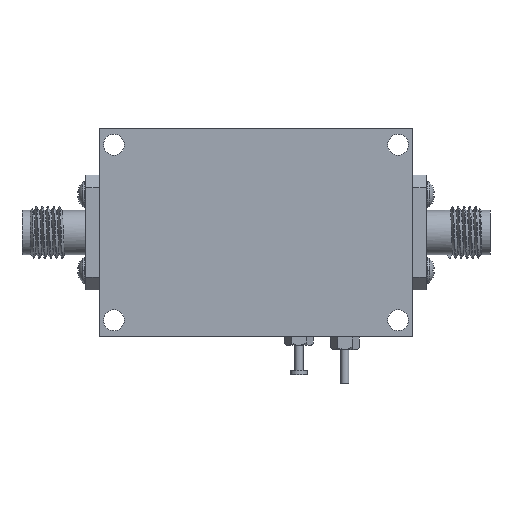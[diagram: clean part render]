
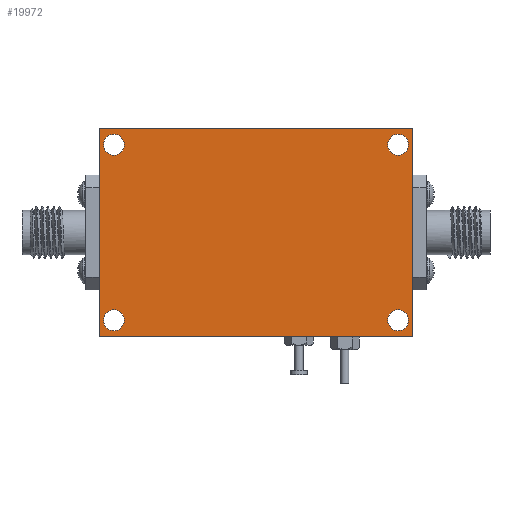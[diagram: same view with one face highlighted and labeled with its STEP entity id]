
A CAD part, front view. The second image highlights one B-rep face of the part: STEP entity #19972.
In plain terms, the highlighted planar face has unit normal (0, -1, 0).
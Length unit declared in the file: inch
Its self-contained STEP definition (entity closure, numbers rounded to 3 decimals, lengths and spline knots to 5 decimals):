
#142 = VERTEX_POINT ( 'NONE', #17076 ) ;
#171 = CARTESIAN_POINT ( 'NONE',  ( -0.68, -0.2, -0.47 ) ) ;
#283 = CARTESIAN_POINT ( 'NONE',  ( -0.68, -0.2, 0.42 ) ) ;
#342 = FACE_BOUND ( 'NONE', #624, .T. ) ;
#624 = EDGE_LOOP ( 'NONE', ( #4904, #19857 ) ) ;
#925 = EDGE_CURVE ( 'NONE', #11681, #16290, #5426, .T. ) ;
#929 = VERTEX_POINT ( 'NONE', #20009 ) ;
#1067 = DIRECTION ( 'NONE',  ( 0., -1., 0. ) ) ;
#1332 = VECTOR ( 'NONE', #5619, 39.37008 ) ;
#1803 = DIRECTION ( 'NONE',  ( 0., 1., 0. ) ) ;
#1846 = CARTESIAN_POINT ( 'NONE',  ( 0.75, -0.2, -0.5 ) ) ;
#2288 = ORIENTED_EDGE ( 'NONE', *, *, #15551, .T. ) ;
#2870 = FACE_BOUND ( 'NONE', #14825, .T. ) ;
#3061 = EDGE_LOOP ( 'NONE', ( #25325, #22825, #29530, #6583 ) ) ;
#3554 = DIRECTION ( 'NONE',  ( 0., 0., 1. ) ) ;
#3702 = DIRECTION ( 'NONE',  ( 0., 0., 1. ) ) ;
#3760 = DIRECTION ( 'NONE',  ( 0., 0., 1. ) ) ;
#4179 = EDGE_CURVE ( 'NONE', #142, #11681, #12727, .T. ) ;
#4904 = ORIENTED_EDGE ( 'NONE', *, *, #6497, .T. ) ;
#4914 = VERTEX_POINT ( 'NONE', #21155 ) ;
#5069 = CARTESIAN_POINT ( 'NONE',  ( -0.68, -0.2, 0.42 ) ) ;
#5168 = DIRECTION ( 'NONE',  ( 1., 0., 0. ) ) ;
#5390 = EDGE_CURVE ( 'NONE', #929, #4914, #18465, .T. ) ;
#5426 = LINE ( 'NONE', #7955, #19027 ) ;
#5453 = CARTESIAN_POINT ( 'NONE',  ( 0.68, -0.2, -0.42 ) ) ;
#5619 = DIRECTION ( 'NONE',  ( 0., 0., -1. ) ) ;
#5908 = DIRECTION ( 'NONE',  ( 0., 1., 0. ) ) ;
#5913 = EDGE_CURVE ( 'NONE', #17041, #142, #17266, .T. ) ;
#5948 = DIRECTION ( 'NONE',  ( 0., 1., 0. ) ) ;
#6112 = VECTOR ( 'NONE', #3760, 39.37008 ) ;
#6211 = DIRECTION ( 'NONE',  ( 0., 0., 1. ) ) ;
#6281 = AXIS2_PLACEMENT_3D ( 'NONE', #9069, #1803, #3702 ) ;
#6497 = EDGE_CURVE ( 'NONE', #25511, #9269, #15527, .T. ) ;
#6583 = ORIENTED_EDGE ( 'NONE', *, *, #925, .F. ) ;
#7593 = CARTESIAN_POINT ( 'NONE',  ( -0.75, -0.2, -0.5 ) ) ;
#7955 = CARTESIAN_POINT ( 'NONE',  ( -0.75, -0.2, -0.5 ) ) ;
#8465 = DIRECTION ( 'NONE',  ( 0., 1., 0. ) ) ;
#8505 = VECTOR ( 'NONE', #5168, 39.37008 ) ;
#9069 = CARTESIAN_POINT ( 'NONE',  ( -0.68, -0.2, -0.42 ) ) ;
#9269 = VERTEX_POINT ( 'NONE', #171 ) ;
#9360 = DIRECTION ( 'NONE',  ( 0., 0., 1. ) ) ;
#10538 = DIRECTION ( 'NONE',  ( 0., 0., 1. ) ) ;
#10541 = DIRECTION ( 'NONE',  ( 0., 0., -1. ) ) ;
#11681 = VERTEX_POINT ( 'NONE', #1846 ) ;
#11753 = EDGE_LOOP ( 'NONE', ( #21731, #18201 ) ) ;
#11839 = DIRECTION ( 'NONE',  ( 0., 1., 0. ) ) ;
#11884 = ORIENTED_EDGE ( 'NONE', *, *, #5390, .T. ) ;
#12080 = CARTESIAN_POINT ( 'NONE',  ( -0.68, -0.2, 0.47 ) ) ;
#12351 = EDGE_CURVE ( 'NONE', #28123, #30056, #30718, .T. ) ;
#12487 = AXIS2_PLACEMENT_3D ( 'NONE', #18563, #20730, #30172 ) ;
#12727 = LINE ( 'NONE', #29954, #1332 ) ;
#13043 = PLANE ( 'NONE',  #17394 ) ;
#13305 = CIRCLE ( 'NONE', #25271, 0.05 ) ;
#13761 = AXIS2_PLACEMENT_3D ( 'NONE', #283, #5908, #25021 ) ;
#13844 = EDGE_CURVE ( 'NONE', #25485, #22333, #27286, .T. ) ;
#14427 = ORIENTED_EDGE ( 'NONE', *, *, #17200, .T. ) ;
#14464 = EDGE_LOOP ( 'NONE', ( #11884, #2288 ) ) ;
#14773 = CARTESIAN_POINT ( 'NONE',  ( -0.75, -0.2, 0.5 ) ) ;
#14825 = EDGE_LOOP ( 'NONE', ( #20400, #14427 ) ) ;
#15527 = CIRCLE ( 'NONE', #30068, 0.05 ) ;
#15551 = EDGE_CURVE ( 'NONE', #4914, #929, #21783, .T. ) ;
#16290 = VERTEX_POINT ( 'NONE', #7593 ) ;
#16381 = DIRECTION ( 'NONE',  ( 0., 0., 1. ) ) ;
#17041 = VERTEX_POINT ( 'NONE', #17680 ) ;
#17074 = EDGE_CURVE ( 'NONE', #30056, #28123, #13305, .T. ) ;
#17076 = CARTESIAN_POINT ( 'NONE',  ( 0.75, -0.2, 0.5 ) ) ;
#17138 = CARTESIAN_POINT ( 'NONE',  ( 0.68, -0.2, -0.37 ) ) ;
#17200 = EDGE_CURVE ( 'NONE', #22333, #25485, #28826, .T. ) ;
#17266 = LINE ( 'NONE', #14773, #8505 ) ;
#17394 = AXIS2_PLACEMENT_3D ( 'NONE', #19751, #1067, #10541 ) ;
#17680 = CARTESIAN_POINT ( 'NONE',  ( -0.75, -0.2, 0.5 ) ) ;
#17876 = CARTESIAN_POINT ( 'NONE',  ( 0.68, -0.2, 0.42 ) ) ;
#18201 = ORIENTED_EDGE ( 'NONE', *, *, #12351, .T. ) ;
#18465 = CIRCLE ( 'NONE', #12487, 0.05 ) ;
#18472 = CARTESIAN_POINT ( 'NONE',  ( -0.68, -0.2, -0.37 ) ) ;
#18563 = CARTESIAN_POINT ( 'NONE',  ( 0.68, -0.2, 0.42 ) ) ;
#19027 = VECTOR ( 'NONE', #28992, 39.37008 ) ;
#19509 = FACE_BOUND ( 'NONE', #11753, .T. ) ;
#19751 = CARTESIAN_POINT ( 'NONE',  ( 0., -0.2, 0. ) ) ;
#19798 = CIRCLE ( 'NONE', #6281, 0.05 ) ;
#19857 = ORIENTED_EDGE ( 'NONE', *, *, #27665, .T. ) ;
#19972 = ADVANCED_FACE ( 'NONE', ( #342, #2870, #21857, #19509, #29881 ), #13043, .T. ) ;
#20009 = CARTESIAN_POINT ( 'NONE',  ( 0.68, -0.2, 0.47 ) ) ;
#20400 = ORIENTED_EDGE ( 'NONE', *, *, #13844, .T. ) ;
#20730 = DIRECTION ( 'NONE',  ( 0., 1., 0. ) ) ;
#20778 = CARTESIAN_POINT ( 'NONE',  ( 0.68, -0.2, -0.42 ) ) ;
#21038 = CARTESIAN_POINT ( 'NONE',  ( -0.68, -0.2, 0.37 ) ) ;
#21155 = CARTESIAN_POINT ( 'NONE',  ( 0.68, -0.2, 0.37 ) ) ;
#21285 = AXIS2_PLACEMENT_3D ( 'NONE', #17876, #5948, #10538 ) ;
#21731 = ORIENTED_EDGE ( 'NONE', *, *, #17074, .T. ) ;
#21783 = CIRCLE ( 'NONE', #21285, 0.05 ) ;
#21857 = FACE_BOUND ( 'NONE', #14464, .T. ) ;
#22333 = VERTEX_POINT ( 'NONE', #21038 ) ;
#22449 = EDGE_CURVE ( 'NONE', #16290, #17041, #29685, .T. ) ;
#22825 = ORIENTED_EDGE ( 'NONE', *, *, #5913, .F. ) ;
#24779 = AXIS2_PLACEMENT_3D ( 'NONE', #5069, #26266, #9360 ) ;
#25021 = DIRECTION ( 'NONE',  ( 0., 0., 1. ) ) ;
#25271 = AXIS2_PLACEMENT_3D ( 'NONE', #20778, #30215, #6211 ) ;
#25325 = ORIENTED_EDGE ( 'NONE', *, *, #4179, .F. ) ;
#25485 = VERTEX_POINT ( 'NONE', #12080 ) ;
#25511 = VERTEX_POINT ( 'NONE', #18472 ) ;
#26094 = CARTESIAN_POINT ( 'NONE',  ( -0.68, -0.2, -0.42 ) ) ;
#26266 = DIRECTION ( 'NONE',  ( 0., 1., 0. ) ) ;
#27286 = CIRCLE ( 'NONE', #13761, 0.05 ) ;
#27307 = CARTESIAN_POINT ( 'NONE',  ( -0.75, -0.2, 0.5 ) ) ;
#27665 = EDGE_CURVE ( 'NONE', #9269, #25511, #19798, .T. ) ;
#28123 = VERTEX_POINT ( 'NONE', #29707 ) ;
#28826 = CIRCLE ( 'NONE', #24779, 0.05 ) ;
#28992 = DIRECTION ( 'NONE',  ( -1., 0., 0. ) ) ;
#29223 = AXIS2_PLACEMENT_3D ( 'NONE', #5453, #8465, #3554 ) ;
#29530 = ORIENTED_EDGE ( 'NONE', *, *, #22449, .F. ) ;
#29685 = LINE ( 'NONE', #27307, #6112 ) ;
#29707 = CARTESIAN_POINT ( 'NONE',  ( 0.68, -0.2, -0.47 ) ) ;
#29881 = FACE_OUTER_BOUND ( 'NONE', #3061, .T. ) ;
#29954 = CARTESIAN_POINT ( 'NONE',  ( 0.75, -0.2, 0.5 ) ) ;
#30056 = VERTEX_POINT ( 'NONE', #17138 ) ;
#30068 = AXIS2_PLACEMENT_3D ( 'NONE', #26094, #11839, #16381 ) ;
#30172 = DIRECTION ( 'NONE',  ( 0., 0., 1. ) ) ;
#30215 = DIRECTION ( 'NONE',  ( 0., 1., 0. ) ) ;
#30718 = CIRCLE ( 'NONE', #29223, 0.05 ) ;
